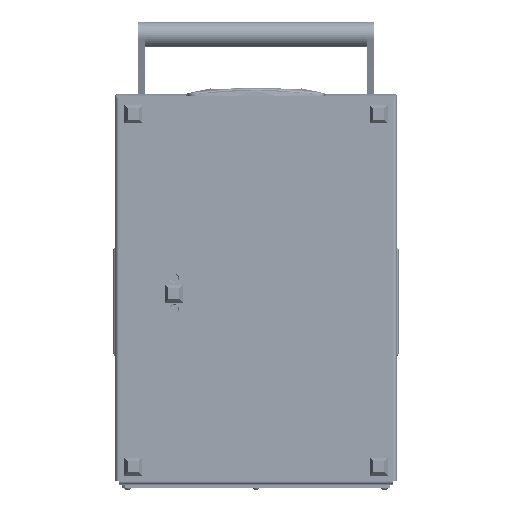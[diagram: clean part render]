
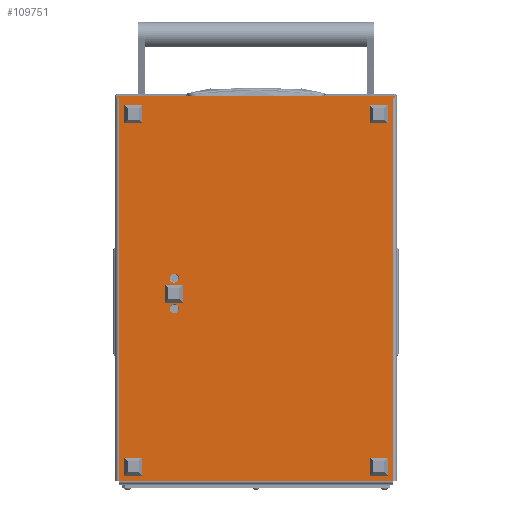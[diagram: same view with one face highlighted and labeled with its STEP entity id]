
A CAD part, front view. The second image highlights one B-rep face of the part: STEP entity #109751.
In plain terms, the highlighted face is planar.
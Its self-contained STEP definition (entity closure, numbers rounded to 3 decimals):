
#303 = DIRECTION ( 'NONE',  ( 1., 0., 0. ) ) ;
#708 = ORIENTED_EDGE ( 'NONE', *, *, #89779, .F. ) ;
#3386 = DIRECTION ( 'NONE',  ( 0., 1., 0. ) ) ;
#4247 = DIRECTION ( 'NONE',  ( 0., 1., 0. ) ) ;
#4539 = VERTEX_POINT ( 'NONE', #47741 ) ;
#9432 = ORIENTED_EDGE ( 'NONE', *, *, #27618, .F. ) ;
#9550 = ORIENTED_EDGE ( 'NONE', *, *, #66282, .F. ) ;
#9966 = EDGE_LOOP ( 'NONE', ( #105883, #65030 ) ) ;
#10318 = AXIS2_PLACEMENT_3D ( 'NONE', #37105, #98481, #64663 ) ;
#11122 = DIRECTION ( 'NONE',  ( 0., 0., -1. ) ) ;
#11939 = CARTESIAN_POINT ( 'NONE',  ( 0., 312., 0. ) ) ;
#12502 = CARTESIAN_POINT ( 'NONE',  ( 205., 249., 0. ) ) ;
#13697 = DIRECTION ( 'NONE',  ( 0., 0., -1. ) ) ;
#13911 = VECTOR ( 'NONE', #4247, 1000. ) ;
#14231 = CARTESIAN_POINT ( 'NONE',  ( 0., 0., 0. ) ) ;
#15023 = EDGE_CURVE ( 'NONE', #32992, #95124, #67143, .T. ) ;
#15698 = CIRCLE ( 'NONE', #18549, 5.2 ) ;
#15810 = EDGE_CURVE ( 'NONE', #95124, #86017, #28391, .T. ) ;
#16369 = CARTESIAN_POINT ( 'NONE',  ( 234.8, 249., 0. ) ) ;
#17779 = ORIENTED_EDGE ( 'NONE', *, *, #80373, .F. ) ;
#18549 = AXIS2_PLACEMENT_3D ( 'NONE', #21775, #13697, #66599 ) ;
#19482 = CARTESIAN_POINT ( 'NONE',  ( 240., 249., 0. ) ) ;
#20318 = FACE_BOUND ( 'NONE', #76774, .T. ) ;
#21147 = VECTOR ( 'NONE', #112761, 1000. ) ;
#21396 = ORIENTED_EDGE ( 'NONE', *, *, #111578, .F. ) ;
#21775 = CARTESIAN_POINT ( 'NONE',  ( 240., 249., 0. ) ) ;
#24428 = CARTESIAN_POINT ( 'NONE',  ( -2., -2., 0. ) ) ;
#27092 = FACE_OUTER_BOUND ( 'NONE', #94255, .T. ) ;
#27618 = EDGE_CURVE ( 'NONE', #74604, #78428, #75615, .T. ) ;
#28391 = LINE ( 'NONE', #56928, #40730 ) ;
#28622 = DIRECTION ( 'NONE',  ( 0., 0., -1. ) ) ;
#28623 = PLANE ( 'NONE',  #10318 ) ;
#29028 = VECTOR ( 'NONE', #52922, 1000. ) ;
#30191 = VECTOR ( 'NONE', #303, 1000. ) ;
#32384 = CARTESIAN_POINT ( 'NONE',  ( 0., 314., 0. ) ) ;
#32992 = VERTEX_POINT ( 'NONE', #105308 ) ;
#34283 = LINE ( 'NONE', #105801, #30191 ) ;
#37105 = CARTESIAN_POINT ( 'NONE',  ( 0., 312., 0. ) ) ;
#37333 = VERTEX_POINT ( 'NONE', #113549 ) ;
#37813 = DIRECTION ( 'NONE',  ( 0., 0., -1. ) ) ;
#40730 = VECTOR ( 'NONE', #3386, 1000. ) ;
#40901 = EDGE_CURVE ( 'NONE', #97056, #46353, #34283, .T. ) ;
#42081 = CARTESIAN_POINT ( 'NONE',  ( 0., 312., 0. ) ) ;
#42782 = LINE ( 'NONE', #44106, #81285 ) ;
#44106 = CARTESIAN_POINT ( 'NONE',  ( 436., 312., 0. ) ) ;
#45214 = CARTESIAN_POINT ( 'NONE',  ( 205., 249., 0. ) ) ;
#45795 = CARTESIAN_POINT ( 'NONE',  ( 436., 0., 0. ) ) ;
#46353 = VERTEX_POINT ( 'NONE', #45795 ) ;
#47741 = CARTESIAN_POINT ( 'NONE',  ( 210.2, 249., 0. ) ) ;
#48441 = DIRECTION ( 'NONE',  ( 1., 0., 0. ) ) ;
#51295 = CARTESIAN_POINT ( 'NONE',  ( 245.2, 249., 0. ) ) ;
#52922 = DIRECTION ( 'NONE',  ( 0., 1., 0. ) ) ;
#54352 = CARTESIAN_POINT ( 'NONE',  ( 0., 314., 0. ) ) ;
#54376 = CIRCLE ( 'NONE', #92121, 5.2 ) ;
#55470 = VERTEX_POINT ( 'NONE', #11939 ) ;
#55579 = CIRCLE ( 'NONE', #76754, 5.2 ) ;
#56377 = VERTEX_POINT ( 'NONE', #54352 ) ;
#56928 = CARTESIAN_POINT ( 'NONE',  ( -2., -4., 0. ) ) ;
#57700 = LINE ( 'NONE', #83638, #13911 ) ;
#63632 = DIRECTION ( 'NONE',  ( -1., 0., 0. ) ) ;
#64663 = DIRECTION ( 'NONE',  ( -1., 0., 0. ) ) ;
#65030 = ORIENTED_EDGE ( 'NONE', *, *, #65387, .F. ) ;
#65387 = EDGE_CURVE ( 'NONE', #4539, #37333, #55579, .T. ) ;
#66282 = EDGE_CURVE ( 'NONE', #101286, #55470, #67801, .T. ) ;
#66599 = DIRECTION ( 'NONE',  ( -1., 0., 0. ) ) ;
#66930 = FACE_BOUND ( 'NONE', #9966, .T. ) ;
#67143 = LINE ( 'NONE', #103713, #87733 ) ;
#67801 = LINE ( 'NONE', #42081, #21147 ) ;
#68923 = LINE ( 'NONE', #79061, #29028 ) ;
#72433 = AXIS2_PLACEMENT_3D ( 'NONE', #19482, #28622, #89653 ) ;
#72722 = ORIENTED_EDGE ( 'NONE', *, *, #89269, .T. ) ;
#74604 = VERTEX_POINT ( 'NONE', #16369 ) ;
#75615 = CIRCLE ( 'NONE', #72433, 5.2 ) ;
#76754 = AXIS2_PLACEMENT_3D ( 'NONE', #45214, #11122, #63632 ) ;
#76774 = EDGE_LOOP ( 'NONE', ( #9432, #21396 ) ) ;
#78354 = ORIENTED_EDGE ( 'NONE', *, *, #107713, .T. ) ;
#78428 = VERTEX_POINT ( 'NONE', #51295 ) ;
#79061 = CARTESIAN_POINT ( 'NONE',  ( 0., -4., 0. ) ) ;
#80373 = EDGE_CURVE ( 'NONE', #55470, #56377, #68923, .T. ) ;
#81285 = VECTOR ( 'NONE', #106703, 1000. ) ;
#82640 = CARTESIAN_POINT ( 'NONE',  ( -2., 314., 0. ) ) ;
#83638 = CARTESIAN_POINT ( 'NONE',  ( 0., -4., 0. ) ) ;
#86017 = VERTEX_POINT ( 'NONE', #82640 ) ;
#87619 = CARTESIAN_POINT ( 'NONE',  ( 436., 312., 0. ) ) ;
#87733 = VECTOR ( 'NONE', #111859, 1000. ) ;
#89269 = EDGE_CURVE ( 'NONE', #101286, #46353, #42782, .T. ) ;
#89653 = DIRECTION ( 'NONE',  ( -1., 0., 0. ) ) ;
#89779 = EDGE_CURVE ( 'NONE', #32992, #97056, #57700, .T. ) ;
#90129 = VECTOR ( 'NONE', #48441, 1000. ) ;
#91858 = DIRECTION ( 'NONE',  ( -1., 0., 0. ) ) ;
#92121 = AXIS2_PLACEMENT_3D ( 'NONE', #12502, #37813, #91858 ) ;
#94255 = EDGE_LOOP ( 'NONE', ( #708, #100444, #109491, #78354, #17779, #9550, #72722, #101392 ) ) ;
#95124 = VERTEX_POINT ( 'NONE', #24428 ) ;
#95494 = EDGE_CURVE ( 'NONE', #37333, #4539, #54376, .T. ) ;
#97056 = VERTEX_POINT ( 'NONE', #14231 ) ;
#98481 = DIRECTION ( 'NONE',  ( 0., 0., -1. ) ) ;
#100444 = ORIENTED_EDGE ( 'NONE', *, *, #15023, .T. ) ;
#101286 = VERTEX_POINT ( 'NONE', #87619 ) ;
#101392 = ORIENTED_EDGE ( 'NONE', *, *, #40901, .F. ) ;
#103713 = CARTESIAN_POINT ( 'NONE',  ( 0., -2., 0. ) ) ;
#105308 = CARTESIAN_POINT ( 'NONE',  ( 0., -2., 0. ) ) ;
#105801 = CARTESIAN_POINT ( 'NONE',  ( 0., 0., 0. ) ) ;
#105883 = ORIENTED_EDGE ( 'NONE', *, *, #95494, .F. ) ;
#106703 = DIRECTION ( 'NONE',  ( 0., -1., 0. ) ) ;
#107713 = EDGE_CURVE ( 'NONE', #86017, #56377, #110796, .T. ) ;
#109491 = ORIENTED_EDGE ( 'NONE', *, *, #15810, .T. ) ;
#109751 = ADVANCED_FACE ( 'NONE', ( #66930, #20318, #27092 ), #28623, .T. ) ;
#110796 = LINE ( 'NONE', #32384, #90129 ) ;
#111578 = EDGE_CURVE ( 'NONE', #78428, #74604, #15698, .T. ) ;
#111859 = DIRECTION ( 'NONE',  ( -1., 0., 0. ) ) ;
#112761 = DIRECTION ( 'NONE',  ( -1., 0., 0. ) ) ;
#113549 = CARTESIAN_POINT ( 'NONE',  ( 199.8, 249., 0. ) ) ;
